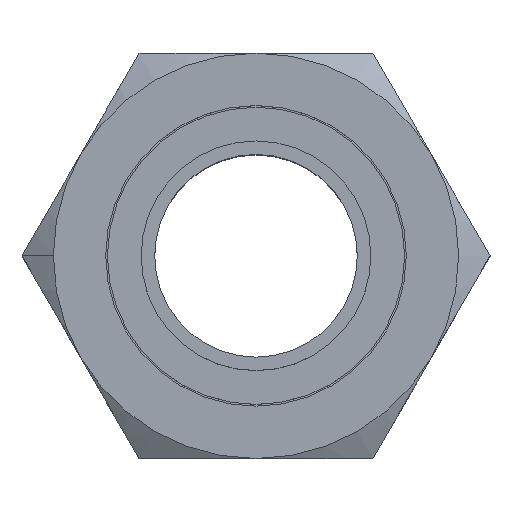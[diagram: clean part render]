
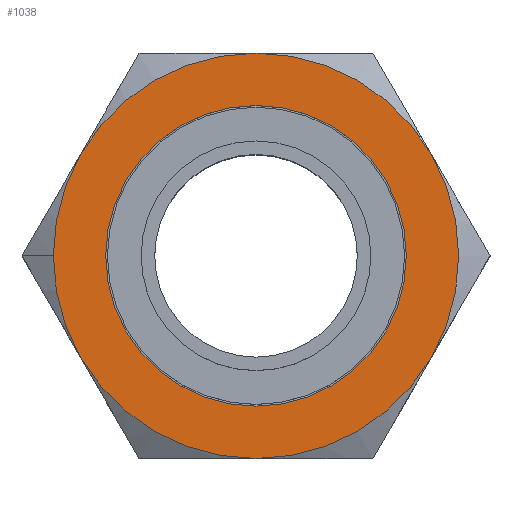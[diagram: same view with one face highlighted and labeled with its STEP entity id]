
A CAD part, top view. The second image highlights one B-rep face of the part: STEP entity #1038.
In plain terms, the highlighted planar face has unit normal (0, 0, 1).
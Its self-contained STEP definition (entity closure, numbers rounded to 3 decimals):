
#22 = DIRECTION ( 'NONE',  ( 0., 0., 1. ) ) ;
#23 = CARTESIAN_POINT ( 'NONE',  ( 0., 0., 12.5 ) ) ;
#24 = AXIS2_PLACEMENT_3D ( 'NONE', #23, #22, #2320 ) ;
#25 = CIRCLE ( 'NONE', #24, 22.25 ) ;
#28 = CARTESIAN_POINT ( 'NONE',  ( -25.981, -15., 12.5 ) ) ;
#44 = CARTESIAN_POINT ( 'NONE',  ( 25.981, -15., 12.5 ) ) ;
#45 = CARTESIAN_POINT ( 'NONE',  ( -22.25, 0., 12.5 ) ) ;
#47 = CARTESIAN_POINT ( 'NONE',  ( 22.25, 0., 12.5 ) ) ;
#158 = EDGE_CURVE ( 'NONE', #241, #267, #2225, .T. ) ;
#206 = EDGE_CURVE ( 'NONE', #209, #219, #1804, .T. ) ;
#209 = VERTEX_POINT ( 'NONE', #1831 ) ;
#219 = VERTEX_POINT ( 'NONE', #28 ) ;
#239 = EDGE_CURVE ( 'NONE', #267, #241, #25, .T. ) ;
#241 = VERTEX_POINT ( 'NONE', #47 ) ;
#256 = VERTEX_POINT ( 'NONE', #44 ) ;
#267 = VERTEX_POINT ( 'NONE', #45 ) ;
#316 = VERTEX_POINT ( 'NONE', #963 ) ;
#322 = EDGE_CURVE ( 'NONE', #316, #209, #972, .T. ) ;
#338 = VERTEX_POINT ( 'NONE', #945 ) ;
#340 = EDGE_CURVE ( 'NONE', #338, #360, #947, .T. ) ;
#342 = EDGE_CURVE ( 'NONE', #219, #346, #1679, .T. ) ;
#346 = VERTEX_POINT ( 'NONE', #1173 ) ;
#360 = VERTEX_POINT ( 'NONE', #1512 ) ;
#380 = EDGE_CURVE ( 'NONE', #346, #256, #1245, .T. ) ;
#382 = EDGE_CURVE ( 'NONE', #256, #338, #1655, .T. ) ;
#421 = EDGE_CURVE ( 'NONE', #360, #316, #676, .T. ) ;
#662 = AXIS2_PLACEMENT_3D ( 'NONE', #670, #664, #671 ) ;
#664 = DIRECTION ( 'NONE',  ( 0., 0., 1. ) ) ;
#670 = CARTESIAN_POINT ( 'NONE',  ( 0., 0., 12.5 ) ) ;
#671 = DIRECTION ( 'NONE',  ( 1., 0., 0. ) ) ;
#676 = CIRCLE ( 'NONE', #662, 30. ) ;
#729 = FACE_BOUND ( 'NONE', #1026, .T. ) ;
#735 = CARTESIAN_POINT ( 'NONE',  ( 0., 30., 12.5 ) ) ;
#736 = AXIS2_PLACEMENT_3D ( 'NONE', #735, #745, #743 ) ;
#743 = DIRECTION ( 'NONE',  ( -1., 0., 0. ) ) ;
#745 = DIRECTION ( 'NONE',  ( 0., 0., -1. ) ) ;
#746 = PLANE ( 'NONE',  #736 ) ;
#747 = FACE_OUTER_BOUND ( 'NONE', #1032, .T. ) ;
#942 = CARTESIAN_POINT ( 'NONE',  ( 0., 0., 12.5 ) ) ;
#945 = CARTESIAN_POINT ( 'NONE',  ( 25.981, 15., 12.5 ) ) ;
#947 = CIRCLE ( 'NONE', #951, 30. ) ;
#949 = DIRECTION ( 'NONE',  ( 1., 0., 0. ) ) ;
#950 = DIRECTION ( 'NONE',  ( 0., 0., 1. ) ) ;
#951 = AXIS2_PLACEMENT_3D ( 'NONE', #942, #950, #949 ) ;
#963 = CARTESIAN_POINT ( 'NONE',  ( -25.981, 15., 12.5 ) ) ;
#968 = DIRECTION ( 'NONE',  ( 1., 0., 0. ) ) ;
#969 = DIRECTION ( 'NONE',  ( 0., 0., 1. ) ) ;
#972 = CIRCLE ( 'NONE', #979, 30. ) ;
#977 = CARTESIAN_POINT ( 'NONE',  ( 0., 0., 12.5 ) ) ;
#979 = AXIS2_PLACEMENT_3D ( 'NONE', #977, #969, #968 ) ;
#1026 = EDGE_LOOP ( 'NONE', ( #1027, #1031 ) ) ;
#1027 = ORIENTED_EDGE ( 'NONE', *, *, #158, .F. ) ;
#1031 = ORIENTED_EDGE ( 'NONE', *, *, #239, .F. ) ;
#1032 = EDGE_LOOP ( 'NONE', ( #1033, #1039, #1040, #1041, #1042, #1043, #1044 ) ) ;
#1033 = ORIENTED_EDGE ( 'NONE', *, *, #340, .T. ) ;
#1038 = ADVANCED_FACE ( 'NONE', ( #729, #747 ), #746, .F. ) ;
#1039 = ORIENTED_EDGE ( 'NONE', *, *, #421, .T. ) ;
#1040 = ORIENTED_EDGE ( 'NONE', *, *, #322, .T. ) ;
#1041 = ORIENTED_EDGE ( 'NONE', *, *, #206, .T. ) ;
#1042 = ORIENTED_EDGE ( 'NONE', *, *, #342, .T. ) ;
#1043 = ORIENTED_EDGE ( 'NONE', *, *, #380, .T. ) ;
#1044 = ORIENTED_EDGE ( 'NONE', *, *, #382, .T. ) ;
#1173 = CARTESIAN_POINT ( 'NONE',  ( 0., -30., 12.5 ) ) ;
#1240 = DIRECTION ( 'NONE',  ( 1., 0., 0. ) ) ;
#1242 = CARTESIAN_POINT ( 'NONE',  ( 0., 0., 12.5 ) ) ;
#1243 = DIRECTION ( 'NONE',  ( 0., 0., 1. ) ) ;
#1244 = AXIS2_PLACEMENT_3D ( 'NONE', #1242, #1243, #1240 ) ;
#1245 = CIRCLE ( 'NONE', #1244, 30. ) ;
#1512 = CARTESIAN_POINT ( 'NONE',  ( 0., 30., 12.5 ) ) ;
#1645 = DIRECTION ( 'NONE',  ( 1., 0., 0. ) ) ;
#1646 = DIRECTION ( 'NONE',  ( 0., 0., 1. ) ) ;
#1647 = CARTESIAN_POINT ( 'NONE',  ( 0., 0., 12.5 ) ) ;
#1654 = AXIS2_PLACEMENT_3D ( 'NONE', #1647, #1646, #1645 ) ;
#1655 = CIRCLE ( 'NONE', #1654, 30. ) ;
#1661 = DIRECTION ( 'NONE',  ( 0., 0., 1. ) ) ;
#1667 = CARTESIAN_POINT ( 'NONE',  ( 0., 0., 12.5 ) ) ;
#1679 = CIRCLE ( 'NONE', #1684, 30. ) ;
#1684 = AXIS2_PLACEMENT_3D ( 'NONE', #1667, #1661, #1688 ) ;
#1688 = DIRECTION ( 'NONE',  ( 1., 0., 0. ) ) ;
#1796 = CARTESIAN_POINT ( 'NONE',  ( 0., 0., 12.5 ) ) ;
#1801 = DIRECTION ( 'NONE',  ( 1., 0., 0. ) ) ;
#1802 = DIRECTION ( 'NONE',  ( 0., 0., 1. ) ) ;
#1803 = AXIS2_PLACEMENT_3D ( 'NONE', #1796, #1802, #1801 ) ;
#1804 = CIRCLE ( 'NONE', #1803, 30. ) ;
#1831 = CARTESIAN_POINT ( 'NONE',  ( -30., 0., 12.5 ) ) ;
#2223 = DIRECTION ( 'NONE',  ( 0., 0., 1. ) ) ;
#2225 = CIRCLE ( 'NONE', #2232, 22.25 ) ;
#2227 = CARTESIAN_POINT ( 'NONE',  ( 0., 0., 12.5 ) ) ;
#2231 = DIRECTION ( 'NONE',  ( 1., 0., 0. ) ) ;
#2232 = AXIS2_PLACEMENT_3D ( 'NONE', #2227, #2223, #2231 ) ;
#2320 = DIRECTION ( 'NONE',  ( 1., 0., 0. ) ) ;
